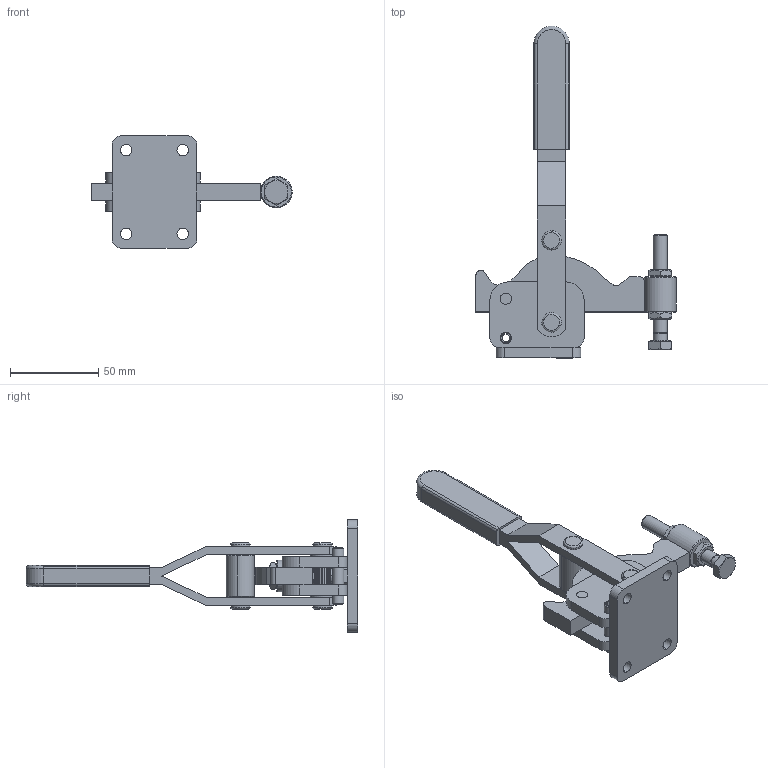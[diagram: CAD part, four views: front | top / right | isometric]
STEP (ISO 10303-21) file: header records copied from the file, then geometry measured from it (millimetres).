
FILE_DESCRIPTION((''),'2;1');
FILE_NAME('LDC1.stp','2006-07-11T14:32:28',('Matthew'),(''),'Autodesk Inventor 8','Autodesk Inventor 8','');
FILE_SCHEMA(('AUTOMOTIVE_DESIGN { 1 0 10303 214 1 1 1 1 }'));
Length unit declared in the file: millimetre
Products named in the file (6): LDC1; LDC11; LDC12; LDC13; LDC14; LDC15
Assembly tree (5 placements, depth 2):
  LDC1
    LDC11
    LDC12
    LDC13
    LDC14
    LDC15
Bounding box: 113.5 x 187.99 x 63.5 mm (x, y, z)
Volume: 109742.4 mm3; surface area: 45681.9 mm2
Topology: 7 solids, 9 shells, 321 faces, 780 edges, 496 vertices
Faces by surface type: plane 148, cylinder 115, cone 48, torus 10
Entity records: 9611 total; most frequent: DIRECTION 1737, CARTESIAN_POINT 1689, ORIENTED_EDGE 1562, EDGE_CURVE 781, AXIS2_PLACEMENT_3D 664, VERTEX_POINT 496, VECTOR 409, LINE 409
